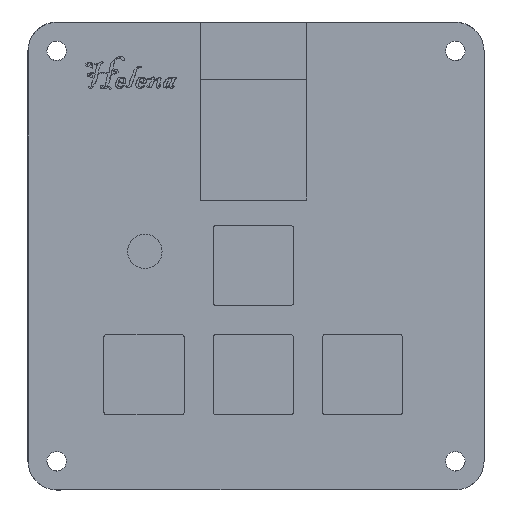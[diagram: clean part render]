
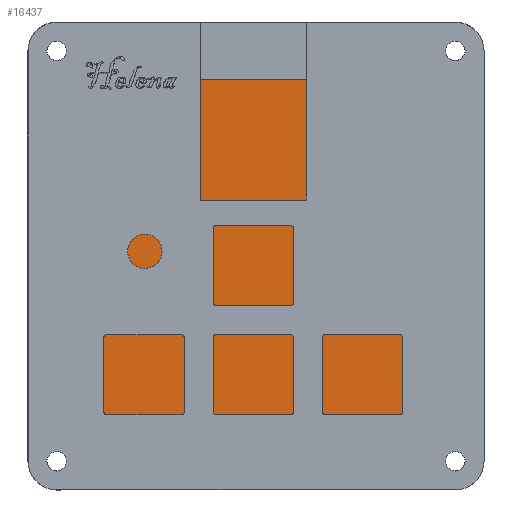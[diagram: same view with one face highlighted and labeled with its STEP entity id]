
A CAD part, top view. The second image highlights one B-rep face of the part: STEP entity #16437.
In plain terms, the highlighted planar face has unit normal (0, 0, 1).
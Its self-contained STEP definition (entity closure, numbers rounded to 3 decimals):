
#1404=PLANE('',#17090);
#2227=FACE_OUTER_BOUND('',#3092,.T.);
#3092=EDGE_LOOP('',(#15571,#15572,#15573,#15574));
#4873=LINE('',#29604,#6662);
#4876=LINE('',#29610,#6665);
#4879=LINE('',#29616,#6668);
#4882=LINE('',#29620,#6671);
#6662=VECTOR('',#20117,10.);
#6665=VECTOR('',#20122,10.);
#6668=VECTOR('',#20127,10.);
#6671=VECTOR('',#20132,10.);
#8346=VERTEX_POINT('',#29601);
#8347=VERTEX_POINT('',#29603);
#8349=VERTEX_POINT('',#29609);
#8351=VERTEX_POINT('',#29615);
#10751=EDGE_CURVE('',#8347,#8346,#4873,.T.);
#10754=EDGE_CURVE('',#8349,#8347,#4876,.T.);
#10757=EDGE_CURVE('',#8351,#8349,#4879,.T.);
#10760=EDGE_CURVE('',#8346,#8351,#4882,.T.);
#15571=ORIENTED_EDGE('',*,*,#10760,.T.);
#15572=ORIENTED_EDGE('',*,*,#10757,.T.);
#15573=ORIENTED_EDGE('',*,*,#10754,.T.);
#15574=ORIENTED_EDGE('',*,*,#10751,.T.);
#16437=ADVANCED_FACE('',(#2227),#1404,.T.);
#17090=AXIS2_PLACEMENT_3D('',#29621,#20133,#20134);
#20117=DIRECTION('',(0.,-1.,0.));
#20122=DIRECTION('',(-1.,0.,0.));
#20127=DIRECTION('',(0.,1.,0.));
#20132=DIRECTION('',(1.,0.,0.));
#20133=DIRECTION('center_axis',(0.,0.,1.));
#20134=DIRECTION('ref_axis',(1.,0.,0.));
#29601=CARTESIAN_POINT('',(-30.681,-30.866,14.698));
#29603=CARTESIAN_POINT('',(-30.681,30.709,14.698));
#29604=CARTESIAN_POINT('',(-30.681,15.315,14.698));
#29609=CARTESIAN_POINT('',(28.85,30.709,14.698));
#29610=CARTESIAN_POINT('',(-31.99,30.709,14.698));
#29615=CARTESIAN_POINT('',(28.85,-30.866,14.698));
#29616=CARTESIAN_POINT('',(28.85,-15.472,14.698));
#29620=CARTESIAN_POINT('',(27.541,-30.866,14.698));
#29621=CARTESIAN_POINT('Origin',(-2.225,-0.078,
14.698));
